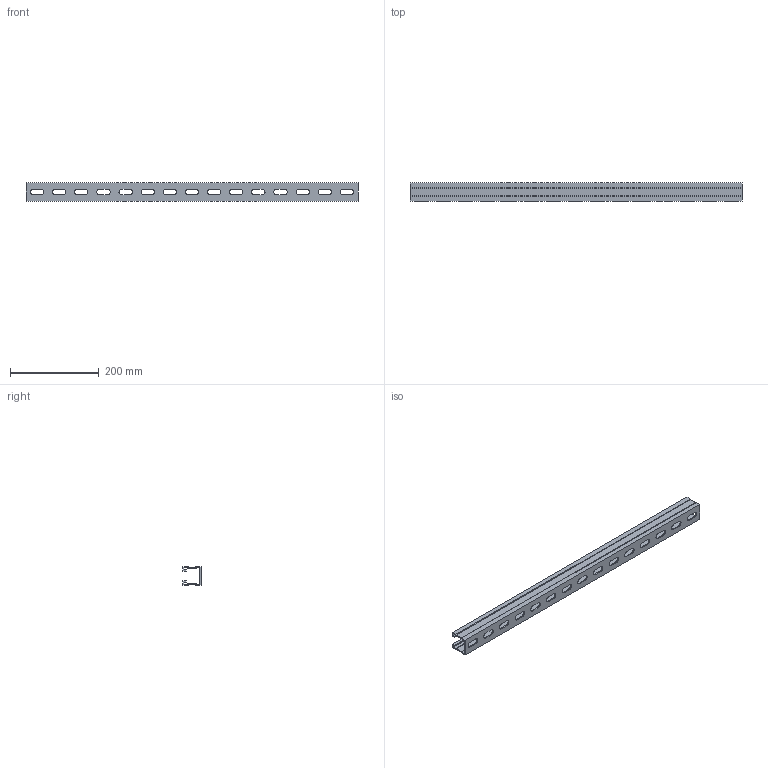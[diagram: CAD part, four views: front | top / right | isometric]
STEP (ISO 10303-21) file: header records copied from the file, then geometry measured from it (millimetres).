
FILE_DESCRIPTION(/* description */ (''),/* implementation_level */ '2;1');
FILE_NAME(/* name */ '',/* time_stamp */ '2023-05-16T10:22:40+03:00',/* author */ ('Man88'),/* organization */ (''),/* preprocessor_version */ 'ST-DEVELOPER v19.2',/* originating_system */ 'Autodesk Inventor 2023',/* authorisation */ '');
FILE_SCHEMA (('AUTOMOTIVE_DESIGN { 1 0 10303 214 3 1 1 }'));
Length unit declared in the file: millimetre
Products named in the file (1): STPU 41-41 -750 2,5
Bounding box: 750 x 41 x 41.3 mm (x, y, z)
Volume: 253845.6 mm3; surface area: 210367.9 mm2
Topology: 1 solids, 1 shells, 102 faces, 300 edges, 200 vertices
Faces by surface type: plane 56, cylinder 46
Entity records: 3630 total; most frequent: CARTESIAN_POINT 603, ORIENTED_EDGE 600, DIRECTION 598, EDGE_CURVE 300, LINE 208, VECTOR 208, VERTEX_POINT 200, AXIS2_PLACEMENT_3D 195
